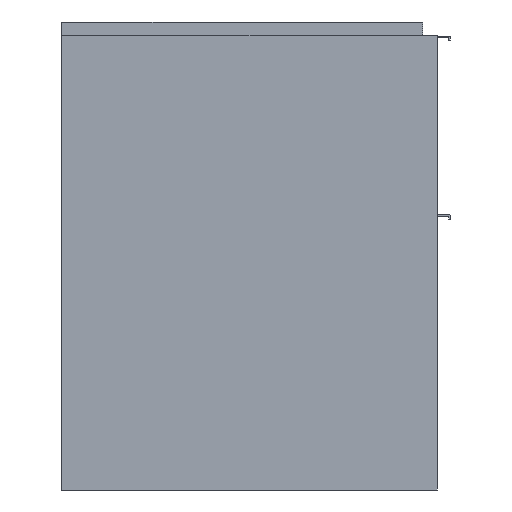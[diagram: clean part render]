
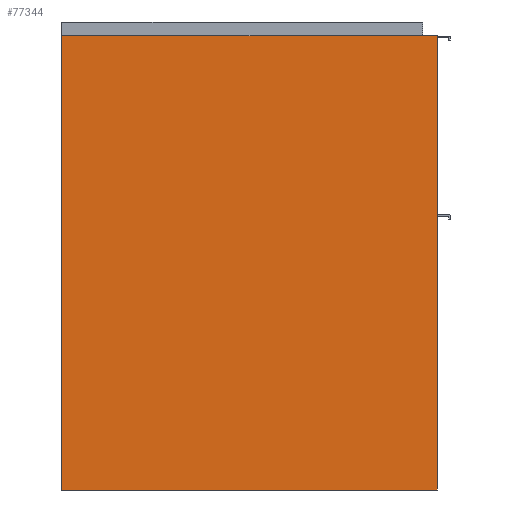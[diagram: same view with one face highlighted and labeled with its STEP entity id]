
A CAD part, left-side view. The second image highlights one B-rep face of the part: STEP entity #77344.
In plain terms, the highlighted planar face has unit normal (-1, 0, 0).
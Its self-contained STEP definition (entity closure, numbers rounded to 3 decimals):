
#5332=FACE_OUTER_BOUND('',#9582,.T.);
#9582=EDGE_LOOP('',(#51761,#51762,#51763,#51764));
#14470=LINE('',#111393,#23374);
#14474=LINE('',#111402,#23378);
#14479=LINE('',#111410,#23383);
#14481=LINE('',#111414,#23385);
#23374=VECTOR('',#88850,462.);
#23378=VECTOR('',#88856,462.);
#23383=VECTOR('',#88863,559.);
#23385=VECTOR('',#88869,559.);
#32214=VERTEX_POINT('',#111391);
#32215=VERTEX_POINT('',#111392);
#32218=VERTEX_POINT('',#111400);
#32219=VERTEX_POINT('',#111401);
#39998=EDGE_CURVE('',#32214,#32215,#14470,.T.);
#40002=EDGE_CURVE('',#32218,#32219,#14474,.T.);
#40007=EDGE_CURVE('',#32214,#32219,#14479,.T.);
#40009=EDGE_CURVE('',#32215,#32218,#14481,.T.);
#51761=ORIENTED_EDGE('',*,*,#40007,.T.);
#51762=ORIENTED_EDGE('',*,*,#40002,.F.);
#51763=ORIENTED_EDGE('',*,*,#40009,.F.);
#51764=ORIENTED_EDGE('',*,*,#39998,.F.);
#74350=PLANE('',#81686);
#77344=ADVANCED_FACE('',(#5332),#74350,.F.);
#81686=AXIS2_PLACEMENT_3D('',#111415,#88870,#88871);
#88850=DIRECTION('',(0.,-1.,0.));
#88856=DIRECTION('',(0.,1.,0.));
#88863=DIRECTION('',(0.,0.,-1.));
#88869=DIRECTION('',(0.,0.,-1.));
#88870=DIRECTION('center_axis',(1.,0.,0.));
#88871=DIRECTION('ref_axis',(0.,0.,1.));
#111391=CARTESIAN_POINT('',(0.,0.,559.));
#111392=CARTESIAN_POINT('',(0.,-462.,559.));
#111393=CARTESIAN_POINT('',(0.,-231.,559.));
#111400=CARTESIAN_POINT('',(0.,-462.,0.));
#111401=CARTESIAN_POINT('',(0.,0.,0.));
#111402=CARTESIAN_POINT('',(0.,-231.,0.));
#111410=CARTESIAN_POINT('',(0.,0.,279.5));
#111414=CARTESIAN_POINT('',(0.,-462.,279.5));
#111415=CARTESIAN_POINT('Origin',(0.,-231.,279.5));
